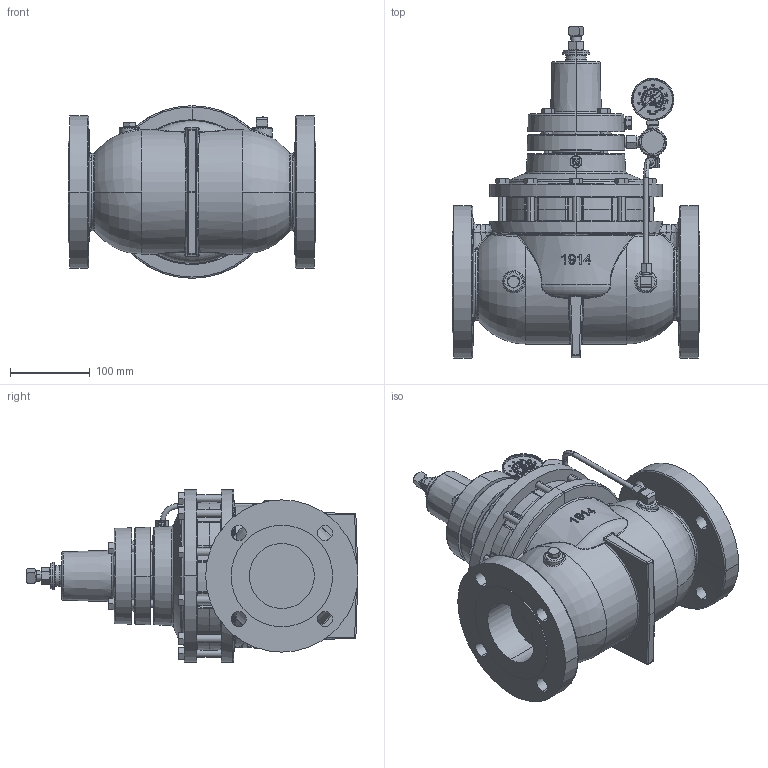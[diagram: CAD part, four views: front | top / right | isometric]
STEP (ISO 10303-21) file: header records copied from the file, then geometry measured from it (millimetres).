
FILE_DESCRIPTION (( 'STEP AP203' ), '1' );
FILE_NAME ('3 INCH 312 FGT BP (AAE).STEP', '2016-03-01T19:00:03', ( 'PCTech' ), ( 'Microsoft' ), 'SwSTEP 2.0', 'SolidWorks 2015', '' );
FILE_SCHEMA (( 'CONFIG_CONTROL_DESIGN' ));
Products named in the file (1): 3 INCH 312 FGT BP (AAE)
Bounding box: 309.55 x 415.31 x 215.9 mm (x, y, z)
Volume: 8774664.6 mm3; surface area: 500806.7 mm2
Topology: 1 solids, 3 shells, 3464 faces, 9104 edges, 5807 vertices
Faces by surface type: plane 1578, bspline 914, cylinder 555, cone 249, torus 114, sphere 54
Entity records: 162495 total; most frequent: CARTESIAN_POINT 83802, ORIENTED_EDGE 18072, DIRECTION 13558, EDGE_CURVE 9036, VERTEX_POINT 5805, LINE 4576, VECTOR 4576, AXIS2_PLACEMENT_3D 4491
